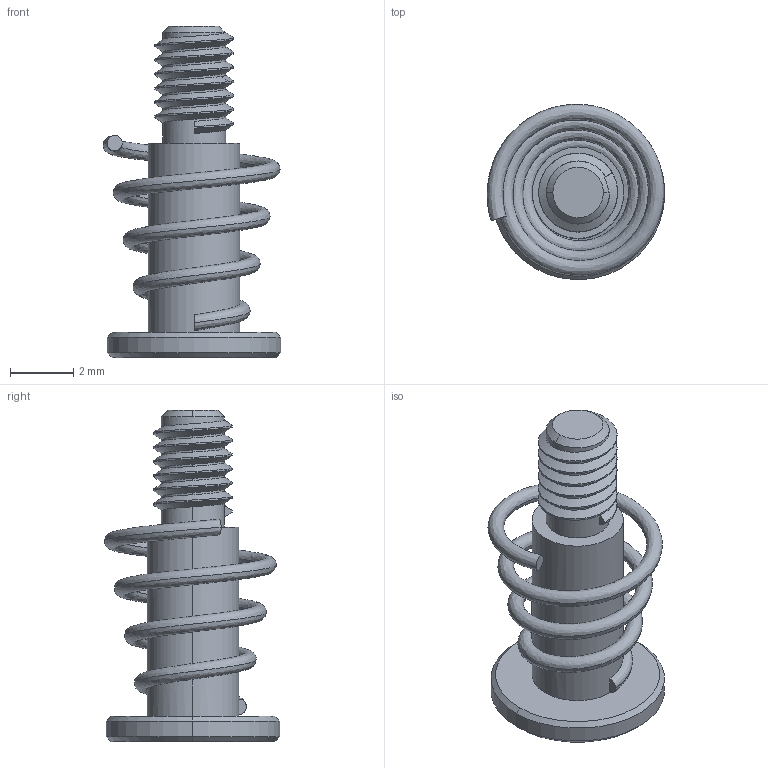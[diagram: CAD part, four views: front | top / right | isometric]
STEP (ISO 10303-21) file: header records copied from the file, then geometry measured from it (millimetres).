
FILE_DESCRIPTION(/* description */ (''),/* implementation_level */ '2;1');
FILE_NAME(/* name */ '155-1167-000.stp',/* time_stamp */ '2023-11-01T20:46:07+03:00',/* author */ (''),/* organization */ (''),/* preprocessor_version */ 'ST-DEVELOPER v16.7',/* originating_system */ 'SIEMENS PLM Software NX 12.0',/* authorisation */ '');
FILE_SCHEMA (('AUTOMOTIVE_DESIGN { 1 0 10303 214 3 1 1 1 }'));
Length unit declared in the file: millimetre
Products named in the file (1): 155-1167-000
Bounding box: 5.63 x 5.56 x 10.5 mm (x, y, z)
Volume: 79.4 mm3; surface area: 227.7 mm2
Topology: 1 solids, 1 shells, 66 faces, 177 edges, 116 vertices
Faces by surface type: cylinder 30, plane 21, bspline 9, cone 6
Entity records: 5312 total; most frequent: CARTESIAN_POINT 3699, ORIENTED_EDGE 354, DIRECTION 281, EDGE_CURVE 177, VERTEX_POINT 116, AXIS2_PLACEMENT_3D 100, LINE 81, VECTOR 81
